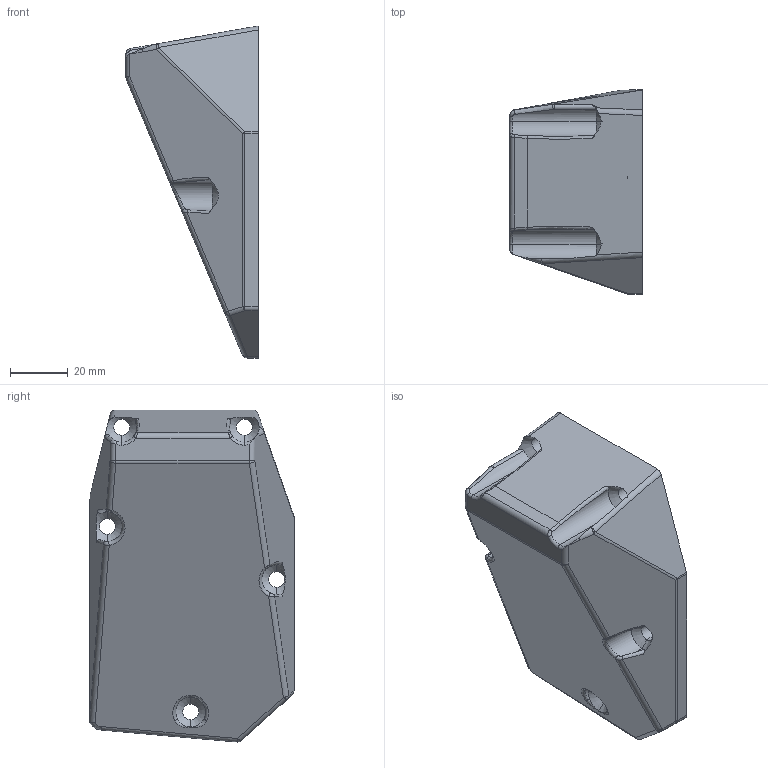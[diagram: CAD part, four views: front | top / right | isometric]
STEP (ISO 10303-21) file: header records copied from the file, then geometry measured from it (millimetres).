
FILE_DESCRIPTION (( 'STEP AP214' ), '1' );
FILE_NAME ('ALTI_USI_2003_couvercle_carter_droit.STEP', '2019-09-24T11:54:36', ( '' ), ( '' ), 'SwSTEP 2.0', 'SolidWorks 2016', '' );
FILE_SCHEMA (( 'AUTOMOTIVE_DESIGN' ));
Length unit declared in the file: millimetre
Products named in the file (1): ALTI_USI_2003_couvercle_carter_droit
Bounding box: 46 x 70.92 x 115.34 mm (x, y, z)
Volume: 150905.8 mm3; surface area: 30356.9 mm2
Topology: 1 solids, 1 shells, 128 faces, 323 edges, 194 vertices
Faces by surface type: cylinder 57, plane 26, bspline 23, cone 10, sphere 8, torus 4
Entity records: 4811 total; most frequent: CARTESIAN_POINT 1899, ORIENTED_EDGE 642, DIRECTION 575, EDGE_CURVE 321, AXIS2_PLACEMENT_3D 226, VERTEX_POINT 194, EDGE_LOOP 137, ADVANCED_FACE 128
